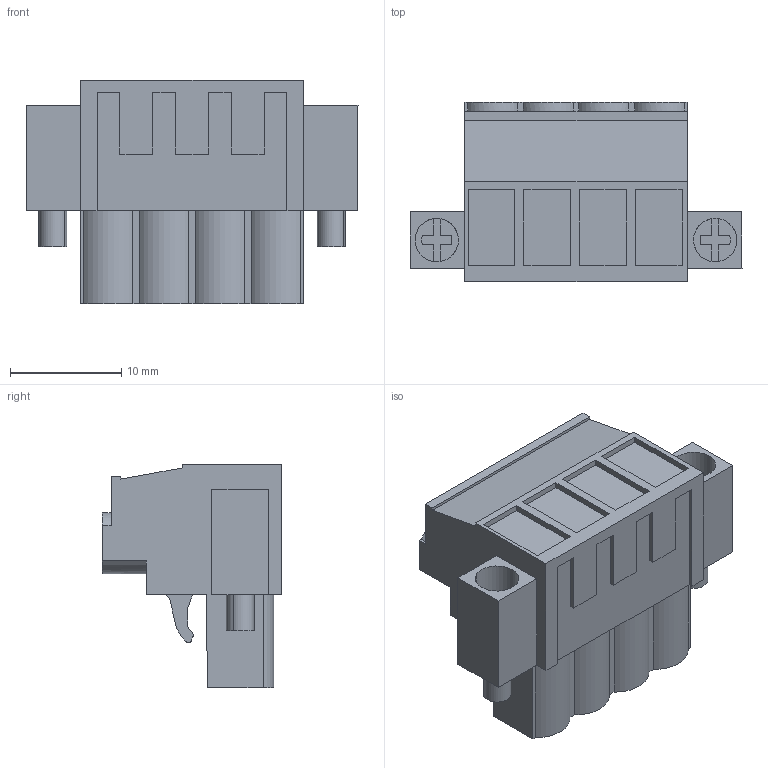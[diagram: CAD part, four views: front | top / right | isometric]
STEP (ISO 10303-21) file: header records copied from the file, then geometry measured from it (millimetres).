
FILE_DESCRIPTION(('CATIA V5 STEP Exchange','CAx-IF Rec.Pracs.--- Model Styling and Organization---1.2---2011-12-15'),'2;1');
FILE_NAME ('D1460352_0_1955780000_1955780000.stp','2017-05-31T12:26:48+00:00',('none'),('Weidmueller'),'CATIA Version 5-6 Release 2014','CATIA V5 STEP AP214','none');
FILE_SCHEMA(('AUTOMOTIVE_DESIGN { 1 0 10303 214 1 1 1 1 }'));
Length unit declared in the file: millimetre
Products named in the file (1): 1955780000
Bounding box: 29.8 x 16.1 x 20.1 mm (x, y, z)
Volume: 4429.7 mm3; surface area: 3182.6 mm2
Topology: 7 solids, 7 shells, 344 faces, 956 edges, 646 vertices
Faces by surface type: plane 272, cylinder 72
Entity records: 10612 total; most frequent: CARTESIAN_POINT 2031, ORIENTED_EDGE 1912, DIRECTION 1489, EDGE_CURVE 956, VECTOR 780, LINE 780, VERTEX_POINT 646, AXIS2_PLACEMENT_3D 433
